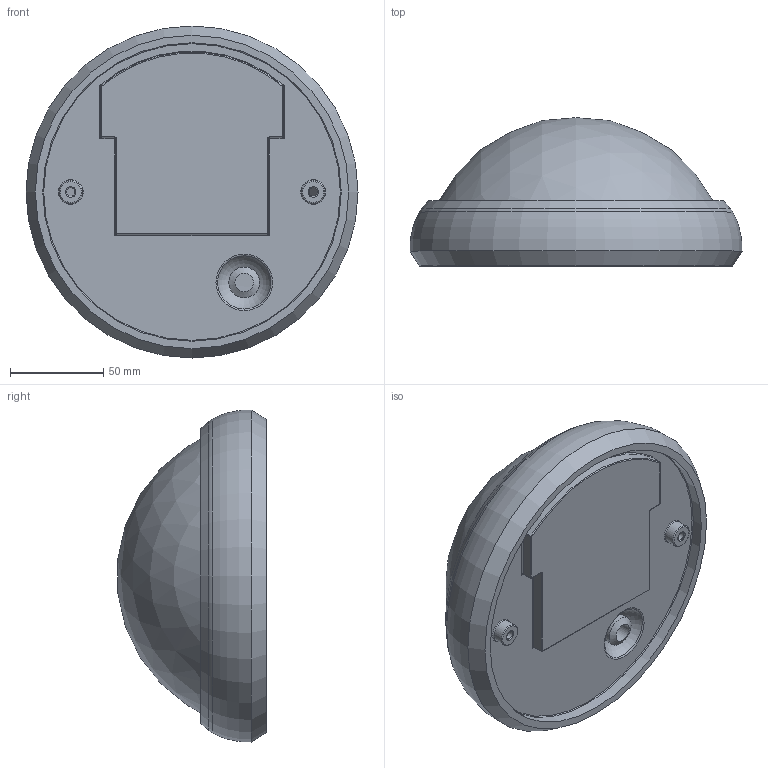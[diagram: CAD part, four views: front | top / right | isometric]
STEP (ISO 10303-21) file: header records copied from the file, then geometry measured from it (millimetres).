
FILE_DESCRIPTION (( 'STEP AP203' ), '1' );
FILE_NAME ('LDPO0-3010-8-4500-K01 Ñâåòèëüíèê ñâåòîäèîäíûé ÄÏÎ 3010 8Âò 4500K IP54 êðóã áåëûé ïëàñòèê IEK.STEP', '2018-01-22T05:42:15', ( '' ), ( '' ), 'SwSTEP 2.0', 'SolidWorks 2014', '' );
FILE_SCHEMA (( 'CONFIG_CONTROL_DESIGN' ));
Length unit declared in the file: millimetre
Products named in the file (1): LDPO0-3010-8-4500-K01 Ñâåòèëüíèê ñâåòîäèîäíûé ÄÏÎ 3010 8Âò 4500K IP54 êðóã áåëûé ïëàñòèê IEK
Bounding box: 178 x 79.49 x 178 mm (x, y, z)
Volume: 314791.7 mm3; surface area: 128639.3 mm2
Topology: 1 solids, 1 shells, 81 faces, 174 edges, 88 vertices
Faces by surface type: cylinder 32, torus 16, plane 14, sphere 10, bspline 6, cone 3
Full cylindrical faces by diameter (mm): 4.6 x2, 10 x1, 12.3 x2, 16.5 x1, 146.207 x1, 148 x1, 160 x1
Entity records: 2123 total; most frequent: CARTESIAN_POINT 514, DIRECTION 346, ORIENTED_EDGE 262, AXIS2_PLACEMENT_3D 151, EDGE_CURVE 131, EDGE_LOOP 116, FACE_OUTER_BOUND 102, VERTEX_POINT 83
